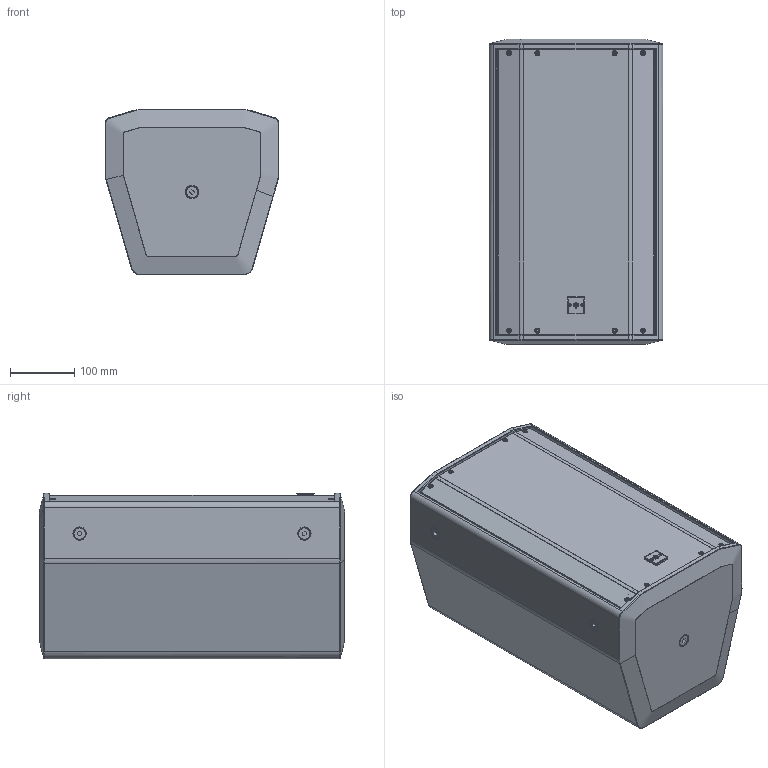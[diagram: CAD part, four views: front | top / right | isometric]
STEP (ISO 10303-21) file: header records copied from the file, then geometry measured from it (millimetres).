
FILE_DESCRIPTION (( 'STEP AP214' ), '1' );
FILE_NAME ('TNi-W8PRO - Full Assembly - Simplified Web.STEP', '2022-04-20T14:29:40', ( '' ), ( '' ), 'SwSTEP 2.0', 'SolidWorks 2019', '' );
FILE_SCHEMA (( 'AUTOMOTIVE_DESIGN' ));
Length unit declared in the file: millimetre
Products named in the file (1): TNi-W8PRO - Full Assembly - Simplified Web
Bounding box: 270 x 474 x 257.35 mm (x, y, z)
Volume: 28207396.5 mm3; surface area: 818548 mm2
Topology: 1 solids, 15 shells, 2881 faces, 7220 edges, 4320 vertices
Faces by surface type: plane 996, cylinder 964, torus 508, cone 210, bspline 121, sphere 82
Entity records: 138183 total; most frequent: CARTESIAN_POINT 39745, ORIENTED_EDGE 14280, DIRECTION 14054, EDGE_CURVE 7140, AXIS2_PLACEMENT_3D 5313, VERTEX_POINT 4318, LINE 3428, VECTOR 3428
